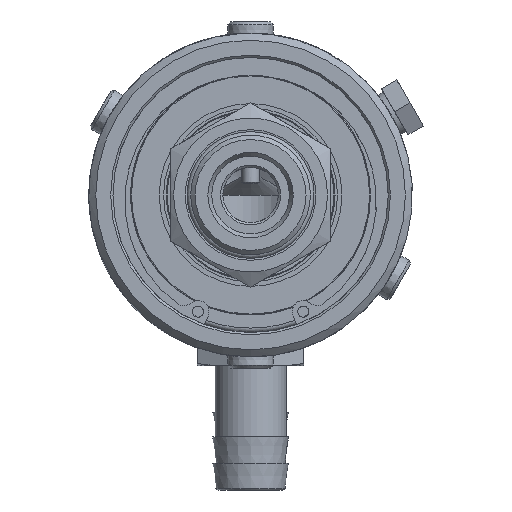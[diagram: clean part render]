
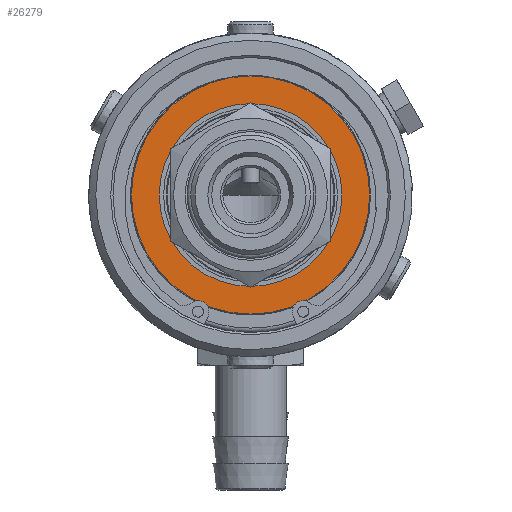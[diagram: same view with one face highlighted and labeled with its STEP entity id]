
A CAD part, left-side view. The second image highlights one B-rep face of the part: STEP entity #26279.
In plain terms, the highlighted planar face has unit normal (-1, 0, 0).
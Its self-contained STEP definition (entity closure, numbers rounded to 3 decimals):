
#26245=CARTESIAN_POINT('',(40.1,-20.6,0.));
#26246=VERTEX_POINT('',#26245);
#26247=CARTESIAN_POINT('',(40.1,0.0,0.));
#26248=DIRECTION('',(1.0,0.0,0.0));
#26249=DIRECTION('',(0.0,-1.0,0.0));
#26250=AXIS2_PLACEMENT_3D('',#26247,#26248,#26249);
#26251=CIRCLE('',#26250,20.6);
#26252=EDGE_CURVE('',#26246,#26246,#26251,.T.);
#26260=CARTESIAN_POINT('',(40.1,-23.725,0.));
#26261=DIRECTION('',(-1.0,0.0,0.0));
#26262=DIRECTION('',(0.0,1.0,0.0));
#26263=AXIS2_PLACEMENT_3D('',#26260,#26261,#26262);
#26264=PLANE('',#26263);
#26265=CARTESIAN_POINT('',(40.1,-26.85,0.));
#26266=VERTEX_POINT('',#26265);
#26267=CARTESIAN_POINT('',(40.1,0.0,0.));
#26268=DIRECTION('',(1.0,0.0,0.0));
#26269=DIRECTION('',(0.0,-1.0,0.0));
#26270=AXIS2_PLACEMENT_3D('',#26267,#26268,#26269);
#26271=CIRCLE('',#26270,26.85);
#26272=EDGE_CURVE('',#26266,#26266,#26271,.T.);
#26273=ORIENTED_EDGE('',*,*,#26272,.F.);
#26274=EDGE_LOOP('',(#26273));
#26275=FACE_OUTER_BOUND('',#26274,.T.);
#26276=ORIENTED_EDGE('',*,*,#26252,.T.);
#26277=EDGE_LOOP('',(#26276));
#26278=FACE_BOUND('',#26277,.T.);
#26279=ADVANCED_FACE('',(#26275,#26278),#26264,.T.);
